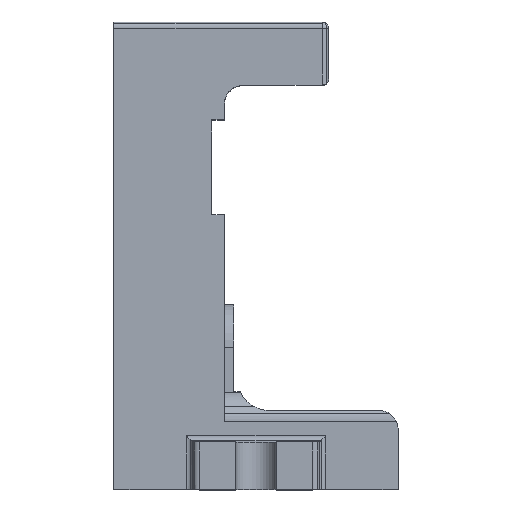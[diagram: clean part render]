
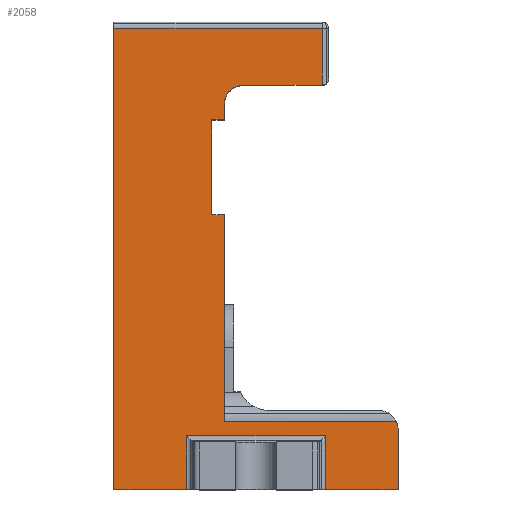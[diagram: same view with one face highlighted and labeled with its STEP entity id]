
A CAD part, top view. The second image highlights one B-rep face of the part: STEP entity #2058.
In plain terms, the highlighted planar face has unit normal (0, 0, 1).
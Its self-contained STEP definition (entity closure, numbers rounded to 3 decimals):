
#96=CARTESIAN_POINT('Vertex',(66.,128.,35.)) ;
#101=CARTESIAN_POINT('Line Origine',(53.5,128.,35.)) ;
#105=CARTESIAN_POINT('Vertex',(41.,128.,35.)) ;
#1913=CARTESIAN_POINT('Axis2P3D Location',(0.,25.,35.)) ;
#1918=CARTESIAN_POINT('Line Origine',(35.,54.221,35.)) ;
#1922=CARTESIAN_POINT('Vertex',(35.,87.,35.)) ;
#1924=CARTESIAN_POINT('Vertex',(35.,21.442,35.)) ;
#1927=CARTESIAN_POINT('Line Origine',(33.,87.,35.)) ;
#1931=CARTESIAN_POINT('Vertex',(31.,87.,35.)) ;
#1934=CARTESIAN_POINT('Line Origine',(31.,102.,35.)) ;
#1938=CARTESIAN_POINT('Vertex',(31.,117.,35.)) ;
#1941=CARTESIAN_POINT('Line Origine',(33.,117.,35.)) ;
#1945=CARTESIAN_POINT('Vertex',(35.,117.,35.)) ;
#1948=CARTESIAN_POINT('Line Origine',(35.,119.5,35.)) ;
#1952=CARTESIAN_POINT('Vertex',(35.,122.,35.)) ;
#1955=CARTESIAN_POINT('Axis2P3D Location',(41.,122.,35.)) ;
#1960=CARTESIAN_POINT('Line Origine',(66.,137.,35.)) ;
#1964=CARTESIAN_POINT('Vertex',(66.,146.,35.)) ;
#1967=CARTESIAN_POINT('Line Origine',(33.,146.,35.)) ;
#1971=CARTESIAN_POINT('Vertex',(0.,146.,35.)) ;
#1974=CARTESIAN_POINT('Line Origine',(0.,73.,35.)) ;
#1978=CARTESIAN_POINT('Vertex',(0.,0.,35.)) ;
#1981=CARTESIAN_POINT('Line Origine',(11.5,0.,35.)) ;
#1985=CARTESIAN_POINT('Vertex',(23.,0.,35.)) ;
#1988=CARTESIAN_POINT('Line Origine',(23.,8.5,35.)) ;
#1992=CARTESIAN_POINT('Vertex',(23.,17.,35.)) ;
#1995=CARTESIAN_POINT('Line Origine',(45.,17.,35.)) ;
#1999=CARTESIAN_POINT('Vertex',(67.,17.,35.)) ;
#2002=CARTESIAN_POINT('Line Origine',(67.,8.5,35.)) ;
#2006=CARTESIAN_POINT('Vertex',(67.,0.,35.)) ;
#2009=CARTESIAN_POINT('Line Origine',(78.5,0.,35.)) ;
#2013=CARTESIAN_POINT('Vertex',(90.,0.,35.)) ;
#2016=CARTESIAN_POINT('Line Origine',(90.,9.5,35.)) ;
#2020=CARTESIAN_POINT('Vertex',(90.,19.,35.)) ;
#2024=CARTESIAN_POINT('Control Point',(89.481,21.442,35.)) ;
#2025=CARTESIAN_POINT('Control Point',(89.685,20.983,35.)) ;
#2026=CARTESIAN_POINT('Control Point',(89.842,20.502,35.)) ;
#2027=CARTESIAN_POINT('Control Point',(89.947,20.006,35.)) ;
#2028=CARTESIAN_POINT('Control Point',(90.,19.503,35.)) ;
#2029=CARTESIAN_POINT('Control Point',(90.,19.,35.)) ;
#2030=CARTESIAN_POINT('Vertex',(89.481,21.442,35.)) ;
#2033=CARTESIAN_POINT('Line Origine',(62.24,21.442,35.)) ;
#102=DIRECTION('Vector Direction',(-1.,0.,0.)) ;
#1914=DIRECTION('Axis2P3D Direction',(0.,0.,1.)) ;
#1915=DIRECTION('Axis2P3D XDirection',(0.,-1.,0.)) ;
#1919=DIRECTION('Vector Direction',(0.,-1.,0.)) ;
#1928=DIRECTION('Vector Direction',(1.,0.,0.)) ;
#1935=DIRECTION('Vector Direction',(0.,-1.,0.)) ;
#1942=DIRECTION('Vector Direction',(1.,0.,0.)) ;
#1949=DIRECTION('Vector Direction',(0.,1.,0.)) ;
#1956=DIRECTION('Axis2P3D Direction',(0.,0.,1.)) ;
#1961=DIRECTION('Vector Direction',(0.,-1.,0.)) ;
#1968=DIRECTION('Vector Direction',(1.,0.,0.)) ;
#1975=DIRECTION('Vector Direction',(0.,-1.,0.)) ;
#1982=DIRECTION('Vector Direction',(1.,0.,0.)) ;
#1989=DIRECTION('Vector Direction',(0.,-1.,0.)) ;
#1996=DIRECTION('Vector Direction',(-1.,0.,0.)) ;
#2003=DIRECTION('Vector Direction',(0.,1.,0.)) ;
#2010=DIRECTION('Vector Direction',(1.,0.,0.)) ;
#2017=DIRECTION('Vector Direction',(0.,-1.,0.)) ;
#2034=DIRECTION('Vector Direction',(1.,0.,0.)) ;
#1916=AXIS2_PLACEMENT_3D('Plane Axis2P3D',#1913,#1914,#1915) ;
#1957=AXIS2_PLACEMENT_3D('Circle Axis2P3D',#1955,#1956,$) ;
#2039=ORIENTED_EDGE('',*,*,#1926,.F.) ;
#2040=ORIENTED_EDGE('',*,*,#1933,.F.) ;
#2041=ORIENTED_EDGE('',*,*,#1940,.F.) ;
#2042=ORIENTED_EDGE('',*,*,#1947,.T.) ;
#2043=ORIENTED_EDGE('',*,*,#1954,.T.) ;
#2044=ORIENTED_EDGE('',*,*,#1959,.F.) ;
#2045=ORIENTED_EDGE('',*,*,#107,.F.) ;
#2046=ORIENTED_EDGE('',*,*,#1966,.F.) ;
#2047=ORIENTED_EDGE('',*,*,#1973,.F.) ;
#2048=ORIENTED_EDGE('',*,*,#1980,.T.) ;
#2049=ORIENTED_EDGE('',*,*,#1987,.T.) ;
#2050=ORIENTED_EDGE('',*,*,#1994,.F.) ;
#2051=ORIENTED_EDGE('',*,*,#2001,.F.) ;
#2052=ORIENTED_EDGE('',*,*,#2008,.F.) ;
#2053=ORIENTED_EDGE('',*,*,#2015,.T.) ;
#2054=ORIENTED_EDGE('',*,*,#2022,.F.) ;
#2055=ORIENTED_EDGE('',*,*,#2032,.F.) ;
#2056=ORIENTED_EDGE('',*,*,#2037,.F.) ;
#103=VECTOR('Line Direction',#102,1.) ;
#1920=VECTOR('Line Direction',#1919,1.) ;
#1929=VECTOR('Line Direction',#1928,1.) ;
#1936=VECTOR('Line Direction',#1935,1.) ;
#1943=VECTOR('Line Direction',#1942,1.) ;
#1950=VECTOR('Line Direction',#1949,1.) ;
#1962=VECTOR('Line Direction',#1961,1.) ;
#1969=VECTOR('Line Direction',#1968,1.) ;
#1976=VECTOR('Line Direction',#1975,1.) ;
#1983=VECTOR('Line Direction',#1982,1.) ;
#1990=VECTOR('Line Direction',#1989,1.) ;
#1997=VECTOR('Line Direction',#1996,1.) ;
#2004=VECTOR('Line Direction',#2003,1.) ;
#2011=VECTOR('Line Direction',#2010,1.) ;
#2018=VECTOR('Line Direction',#2017,1.) ;
#2035=VECTOR('Line Direction',#2034,1.) ;
#2058=ADVANCED_FACE('Body1',(#2057),#1917,.T.) ;
#2023=B_SPLINE_CURVE_WITH_KNOTS('',5,(#2024,#2025,#2026,#2027,#2028,#2029),.UNSPECIFIED.,.F.,.U.,(6,6),(0.,3.557),.UNSPECIFIED.) ;
#1958=CIRCLE('generated circle',#1957,6.) ;
#107=EDGE_CURVE('',#97,#106,#104,.T.) ;
#1926=EDGE_CURVE('',#1923,#1925,#1921,.T.) ;
#1933=EDGE_CURVE('',#1932,#1923,#1930,.T.) ;
#1940=EDGE_CURVE('',#1939,#1932,#1937,.T.) ;
#1947=EDGE_CURVE('',#1939,#1946,#1944,.T.) ;
#1954=EDGE_CURVE('',#1946,#1953,#1951,.T.) ;
#1959=EDGE_CURVE('',#106,#1953,#1958,.T.) ;
#1966=EDGE_CURVE('',#1965,#97,#1963,.T.) ;
#1973=EDGE_CURVE('',#1972,#1965,#1970,.T.) ;
#1980=EDGE_CURVE('',#1972,#1979,#1977,.T.) ;
#1987=EDGE_CURVE('',#1979,#1986,#1984,.T.) ;
#1994=EDGE_CURVE('',#1993,#1986,#1991,.T.) ;
#2001=EDGE_CURVE('',#2000,#1993,#1998,.T.) ;
#2008=EDGE_CURVE('',#2007,#2000,#2005,.T.) ;
#2015=EDGE_CURVE('',#2007,#2014,#2012,.T.) ;
#2022=EDGE_CURVE('',#2021,#2014,#2019,.T.) ;
#2032=EDGE_CURVE('',#2031,#2021,#2023,.T.) ;
#2037=EDGE_CURVE('',#1925,#2031,#2036,.T.) ;
#2038=EDGE_LOOP('',(#2039,#2040,#2041,#2042,#2043,#2044,#2045,#2046,#2047,#2048,#2049,#2050,#2051,#2052,#2053,#2054,#2055,#2056)) ;
#2057=FACE_OUTER_BOUND('',#2038,.T.) ;
#104=LINE('Line',#101,#103) ;
#1921=LINE('Line',#1918,#1920) ;
#1930=LINE('Line',#1927,#1929) ;
#1937=LINE('Line',#1934,#1936) ;
#1944=LINE('Line',#1941,#1943) ;
#1951=LINE('Line',#1948,#1950) ;
#1963=LINE('Line',#1960,#1962) ;
#1970=LINE('Line',#1967,#1969) ;
#1977=LINE('Line',#1974,#1976) ;
#1984=LINE('Line',#1981,#1983) ;
#1991=LINE('Line',#1988,#1990) ;
#1998=LINE('Line',#1995,#1997) ;
#2005=LINE('Line',#2002,#2004) ;
#2012=LINE('Line',#2009,#2011) ;
#2019=LINE('Line',#2016,#2018) ;
#2036=LINE('Line',#2033,#2035) ;
#1917=PLANE('',#1916) ;
#97=VERTEX_POINT('',#96) ;
#106=VERTEX_POINT('',#105) ;
#1923=VERTEX_POINT('',#1922) ;
#1925=VERTEX_POINT('',#1924) ;
#1932=VERTEX_POINT('',#1931) ;
#1939=VERTEX_POINT('',#1938) ;
#1946=VERTEX_POINT('',#1945) ;
#1953=VERTEX_POINT('',#1952) ;
#1965=VERTEX_POINT('',#1964) ;
#1972=VERTEX_POINT('',#1971) ;
#1979=VERTEX_POINT('',#1978) ;
#1986=VERTEX_POINT('',#1985) ;
#1993=VERTEX_POINT('',#1992) ;
#2000=VERTEX_POINT('',#1999) ;
#2007=VERTEX_POINT('',#2006) ;
#2014=VERTEX_POINT('',#2013) ;
#2021=VERTEX_POINT('',#2020) ;
#2031=VERTEX_POINT('',#2030) ;
